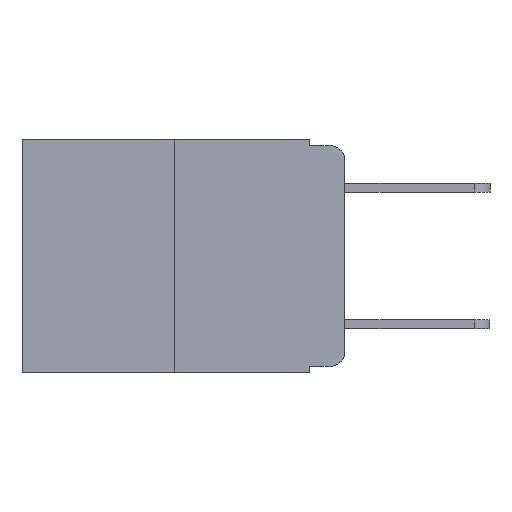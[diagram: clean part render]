
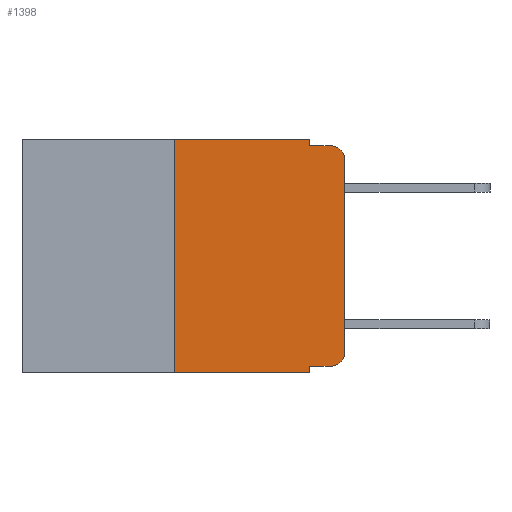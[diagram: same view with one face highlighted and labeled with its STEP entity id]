
A CAD part, left-side view. The second image highlights one B-rep face of the part: STEP entity #1398.
In plain terms, the highlighted planar face has unit normal (-1, 0, 0).
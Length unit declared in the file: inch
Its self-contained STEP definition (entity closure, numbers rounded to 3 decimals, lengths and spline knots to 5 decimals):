
#37 = CARTESIAN_POINT ( 'NONE',  ( 0., 0.25, 0. ) ) ;
#377 = VERTEX_POINT ( 'NONE', #22561 ) ;
#935 = AXIS2_PLACEMENT_3D ( 'NONE', #21183, #8964, #23148 ) ;
#1398 = ADVANCED_FACE ( 'NONE', ( #7808 ), #14433, .F. ) ;
#1449 = EDGE_CURVE ( 'NONE', #11601, #7500, #2094, .T. ) ;
#1469 = LINE ( 'NONE', #23856, #23392 ) ;
#1954 = EDGE_CURVE ( 'NONE', #17787, #11601, #11283, .T. ) ;
#2094 = LINE ( 'NONE', #7225, #22110 ) ;
#2970 = EDGE_CURVE ( 'NONE', #13637, #377, #14768, .T. ) ;
#3874 = EDGE_CURVE ( 'NONE', #17731, #17787, #9666, .T. ) ;
#4251 = EDGE_CURVE ( 'NONE', #18338, #4761, #7159, .T. ) ;
#4761 = VERTEX_POINT ( 'NONE', #12811 ) ;
#5377 = CIRCLE ( 'NONE', #935, 0.02 ) ;
#5961 = LINE ( 'NONE', #37, #26223 ) ;
#6315 = DIRECTION ( 'NONE',  ( 0., -1., 0. ) ) ;
#7064 = DIRECTION ( 'NONE',  ( 0., -1., 0. ) ) ;
#7159 = CIRCLE ( 'NONE', #19410, 0.02 ) ;
#7225 = CARTESIAN_POINT ( 'NONE',  ( 0., 0.051, -0.01 ) ) ;
#7500 = VERTEX_POINT ( 'NONE', #8486 ) ;
#7808 = FACE_OUTER_BOUND ( 'NONE', #15022, .T. ) ;
#7916 = EDGE_CURVE ( 'NONE', #17508, #377, #1469, .T. ) ;
#8270 = EDGE_CURVE ( 'NONE', #4761, #24246, #9720, .T. ) ;
#8486 = CARTESIAN_POINT ( 'NONE',  ( 0., 0.02, -0.01 ) ) ;
#8895 = DIRECTION ( 'NONE',  ( -1., 0., 0. ) ) ;
#8964 = DIRECTION ( 'NONE',  ( -1., 0., 0. ) ) ;
#9066 = DIRECTION ( 'NONE',  ( 0., 0., 1. ) ) ;
#9148 = VECTOR ( 'NONE', #24091, 39.37008 ) ;
#9607 = DIRECTION ( 'NONE',  ( 0., 0., -1. ) ) ;
#9666 = LINE ( 'NONE', #17160, #19905 ) ;
#9720 = LINE ( 'NONE', #23247, #19961 ) ;
#10147 = CARTESIAN_POINT ( 'NONE',  ( 0., 0.051, -0.333 ) ) ;
#10330 = CARTESIAN_POINT ( 'NONE',  ( 0., 0.473, 0. ) ) ;
#10404 = ORIENTED_EDGE ( 'NONE', *, *, #13587, .T. ) ;
#10533 = ORIENTED_EDGE ( 'NONE', *, *, #8270, .T. ) ;
#10627 = VECTOR ( 'NONE', #14611, 39.37008 ) ;
#11283 = LINE ( 'NONE', #24595, #10627 ) ;
#11401 = ORIENTED_EDGE ( 'NONE', *, *, #4251, .T. ) ;
#11601 = VERTEX_POINT ( 'NONE', #13072 ) ;
#11766 = DIRECTION ( 'NONE',  ( 0., 0., -1. ) ) ;
#12570 = ORIENTED_EDGE ( 'NONE', *, *, #19391, .T. ) ;
#12811 = CARTESIAN_POINT ( 'NONE',  ( 0., 0., -0.313 ) ) ;
#13026 = ORIENTED_EDGE ( 'NONE', *, *, #1954, .F. ) ;
#13072 = CARTESIAN_POINT ( 'NONE',  ( 0., 0.051, -0.01 ) ) ;
#13587 = EDGE_CURVE ( 'NONE', #24246, #7500, #5377, .T. ) ;
#13637 = VERTEX_POINT ( 'NONE', #25201 ) ;
#14433 = PLANE ( 'NONE',  #17176 ) ;
#14611 = DIRECTION ( 'NONE',  ( 0., 0., -1. ) ) ;
#14768 = LINE ( 'NONE', #18986, #20172 ) ;
#15022 = EDGE_LOOP ( 'NONE', ( #10533, #10404, #20613, #13026, #16150, #19182, #18590, #15677, #12570, #11401 ) ) ;
#15263 = CARTESIAN_POINT ( 'NONE',  ( 0., 0.051, 0. ) ) ;
#15573 = EDGE_CURVE ( 'NONE', #13637, #17731, #5961, .T. ) ;
#15677 = ORIENTED_EDGE ( 'NONE', *, *, #7916, .F. ) ;
#16150 = ORIENTED_EDGE ( 'NONE', *, *, #3874, .F. ) ;
#17160 = CARTESIAN_POINT ( 'NONE',  ( 0., 0.473, 0. ) ) ;
#17176 = AXIS2_PLACEMENT_3D ( 'NONE', #10330, #22422, #9607 ) ;
#17508 = VERTEX_POINT ( 'NONE', #10147 ) ;
#17731 = VERTEX_POINT ( 'NONE', #19110 ) ;
#17787 = VERTEX_POINT ( 'NONE', #15263 ) ;
#18338 = VERTEX_POINT ( 'NONE', #23149 ) ;
#18590 = ORIENTED_EDGE ( 'NONE', *, *, #2970, .T. ) ;
#18827 = DIRECTION ( 'NONE',  ( 0., 0., 1. ) ) ;
#18986 = CARTESIAN_POINT ( 'NONE',  ( 0., 0.473, -0.343 ) ) ;
#19110 = CARTESIAN_POINT ( 'NONE',  ( 0., 0.25, 0. ) ) ;
#19182 = ORIENTED_EDGE ( 'NONE', *, *, #15573, .F. ) ;
#19391 = EDGE_CURVE ( 'NONE', #17508, #18338, #24622, .T. ) ;
#19410 = AXIS2_PLACEMENT_3D ( 'NONE', #20960, #8895, #23082 ) ;
#19905 = VECTOR ( 'NONE', #7064, 39.37008 ) ;
#19961 = VECTOR ( 'NONE', #9066, 39.37008 ) ;
#20172 = VECTOR ( 'NONE', #6315, 39.37008 ) ;
#20613 = ORIENTED_EDGE ( 'NONE', *, *, #1449, .F. ) ;
#20960 = CARTESIAN_POINT ( 'NONE',  ( 0., 0.02, -0.313 ) ) ;
#21069 = DIRECTION ( 'NONE',  ( 0., -1., 0. ) ) ;
#21183 = CARTESIAN_POINT ( 'NONE',  ( 0., 0.02, -0.03 ) ) ;
#22108 = CARTESIAN_POINT ( 'NONE',  ( 0., 0.051, -0.333 ) ) ;
#22110 = VECTOR ( 'NONE', #21069, 39.37008 ) ;
#22422 = DIRECTION ( 'NONE',  ( 1., 0., 0. ) ) ;
#22561 = CARTESIAN_POINT ( 'NONE',  ( 0., 0.051, -0.343 ) ) ;
#23082 = DIRECTION ( 'NONE',  ( 0., 0., -1. ) ) ;
#23148 = DIRECTION ( 'NONE',  ( 0., 0., -1. ) ) ;
#23149 = CARTESIAN_POINT ( 'NONE',  ( 0., 0.02, -0.333 ) ) ;
#23247 = CARTESIAN_POINT ( 'NONE',  ( 0., 0., 0. ) ) ;
#23392 = VECTOR ( 'NONE', #11766, 39.37008 ) ;
#23856 = CARTESIAN_POINT ( 'NONE',  ( 0., 0.051, 0. ) ) ;
#24091 = DIRECTION ( 'NONE',  ( 0., -1., 0. ) ) ;
#24246 = VERTEX_POINT ( 'NONE', #25747 ) ;
#24595 = CARTESIAN_POINT ( 'NONE',  ( 0., 0.051, 0. ) ) ;
#24622 = LINE ( 'NONE', #22108, #9148 ) ;
#25201 = CARTESIAN_POINT ( 'NONE',  ( 0., 0.25, -0.343 ) ) ;
#25747 = CARTESIAN_POINT ( 'NONE',  ( 0., 0., -0.03 ) ) ;
#26223 = VECTOR ( 'NONE', #18827, 39.37008 ) ;
